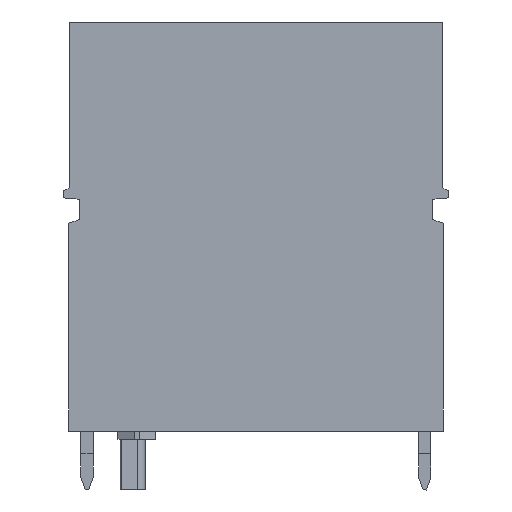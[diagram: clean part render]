
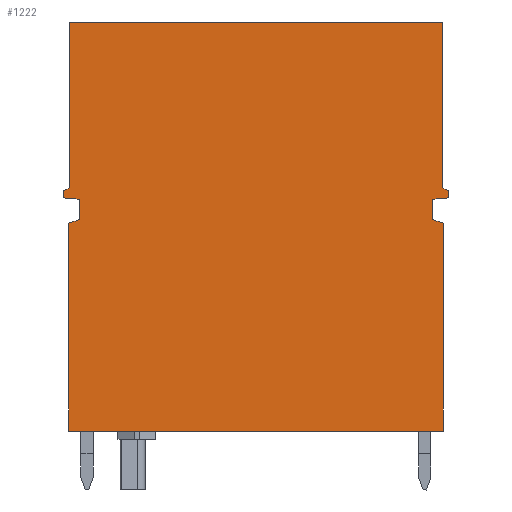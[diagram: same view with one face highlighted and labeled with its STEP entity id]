
A CAD part, left-side view. The second image highlights one B-rep face of the part: STEP entity #1222.
In plain terms, the highlighted planar face has unit normal (-1, 0, 0).
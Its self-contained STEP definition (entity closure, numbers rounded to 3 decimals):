
#1015=FACE_OUTER_BOUND('',#2262,.T.);
#1222=ADVANCED_FACE('',(#1015),#1430,.F.);
#1430=PLANE('',#5075);
#1553=LINE('',#7066,#1838);
#1664=LINE('',#7558,#1949);
#1668=LINE('',#7567,#1953);
#1672=LINE('',#7576,#1957);
#1677=LINE('',#7587,#1962);
#1679=LINE('',#7591,#1964);
#1682=LINE('',#7597,#1967);
#1687=LINE('',#7607,#1972);
#1688=LINE('',#7609,#1973);
#1691=LINE('',#7614,#1976);
#1695=LINE('',#7623,#1980);
#1698=LINE('',#7628,#1983);
#1700=LINE('',#7631,#1985);
#1701=LINE('',#7633,#1986);
#1706=LINE('',#7642,#1991);
#1707=LINE('',#7644,#1992);
#1838=VECTOR('',#5210,1.);
#1949=VECTOR('',#5411,1.);
#1953=VECTOR('',#5417,1.);
#1957=VECTOR('',#5423,1.);
#1962=VECTOR('',#5430,1.);
#1964=VECTOR('',#5434,1.);
#1967=VECTOR('',#5439,1.);
#1972=VECTOR('',#5446,1.);
#1973=VECTOR('',#5449,1.);
#1976=VECTOR('',#5454,1.);
#1980=VECTOR('',#5460,1.);
#1983=VECTOR('',#5465,1.);
#1985=VECTOR('',#5469,1.);
#1986=VECTOR('',#5472,1.);
#1991=VECTOR('',#5481,1.);
#1992=VECTOR('',#5484,1.);
#2262=EDGE_LOOP('',(#2833,#2834,#2835,#2836,#2837,#2838,#2839,#2840,#2841,
#2842,#2843,#2844,#2845,#2846,#2847,#2848));
#2833=ORIENTED_EDGE('',*,*,#3973,.F.);
#2834=ORIENTED_EDGE('',*,*,#4142,.F.);
#2835=ORIENTED_EDGE('',*,*,#4141,.F.);
#2836=ORIENTED_EDGE('',*,*,#4136,.F.);
#2837=ORIENTED_EDGE('',*,*,#4133,.F.);
#2838=ORIENTED_EDGE('',*,*,#4131,.F.);
#2839=ORIENTED_EDGE('',*,*,#4126,.F.);
#2840=ORIENTED_EDGE('',*,*,#4160,.F.);
#2841=ORIENTED_EDGE('',*,*,#4161,.F.);
#2842=ORIENTED_EDGE('',*,*,#4149,.F.);
#2843=ORIENTED_EDGE('',*,*,#4152,.F.);
#2844=ORIENTED_EDGE('',*,*,#4145,.F.);
#2845=ORIENTED_EDGE('',*,*,#4122,.F.);
#2846=ORIENTED_EDGE('',*,*,#4154,.F.);
#2847=ORIENTED_EDGE('',*,*,#4118,.F.);
#2848=ORIENTED_EDGE('',*,*,#4155,.F.);
#3607=VERTEX_POINT('',#7067);
#3608=VERTEX_POINT('',#7068);
#3715=VERTEX_POINT('',#7559);
#3716=VERTEX_POINT('',#7560);
#3719=VERTEX_POINT('',#7568);
#3720=VERTEX_POINT('',#7569);
#3723=VERTEX_POINT('',#7577);
#3724=VERTEX_POINT('',#7578);
#3728=VERTEX_POINT('',#7588);
#3729=VERTEX_POINT('',#7592);
#3731=VERTEX_POINT('',#7598);
#3734=VERTEX_POINT('',#7605);
#3736=VERTEX_POINT('',#7615);
#3739=VERTEX_POINT('',#7622);
#3740=VERTEX_POINT('',#7624);
#3742=VERTEX_POINT('',#7641);
#3973=EDGE_CURVE('',#3607,#3608,#1553,.T.);
#4118=EDGE_CURVE('',#3715,#3716,#1664,.T.);
#4122=EDGE_CURVE('',#3719,#3720,#1668,.T.);
#4126=EDGE_CURVE('',#3723,#3724,#1672,.T.);
#4131=EDGE_CURVE('',#3724,#3728,#1677,.T.);
#4133=EDGE_CURVE('',#3728,#3729,#1679,.T.);
#4136=EDGE_CURVE('',#3729,#3731,#1682,.T.);
#4141=EDGE_CURVE('',#3731,#3734,#1687,.T.);
#4142=EDGE_CURVE('',#3734,#3607,#1688,.T.);
#4145=EDGE_CURVE('',#3720,#3736,#1691,.T.);
#4149=EDGE_CURVE('',#3739,#3740,#1695,.T.);
#4152=EDGE_CURVE('',#3736,#3739,#1698,.T.);
#4154=EDGE_CURVE('',#3716,#3719,#1700,.T.);
#4155=EDGE_CURVE('',#3608,#3715,#1701,.T.);
#4160=EDGE_CURVE('',#3742,#3723,#1706,.T.);
#4161=EDGE_CURVE('',#3740,#3742,#1707,.T.);
#5075=AXIS2_PLACEMENT_3D('',#7646,#5487,#5488);
#5210=DIRECTION('',(0.,-1.,0.));
#5411=DIRECTION('',(0.,-0.914,-0.407));
#5417=DIRECTION('',(0.,0.996,-0.087));
#5423=DIRECTION('',(0.,-0.94,0.342));
#5430=DIRECTION('',(0.,0.,1.));
#5434=DIRECTION('',(0.,0.996,0.087));
#5439=DIRECTION('',(0.,0.,1.));
#5446=DIRECTION('',(0.,-0.914,0.407));
#5449=DIRECTION('',(0.,0.,1.));
#5454=DIRECTION('',(0.,0.,-1.));
#5460=DIRECTION('',(0.,0.,-1.));
#5465=DIRECTION('',(0.,-0.94,-0.342));
#5469=DIRECTION('',(0.,0.,-1.));
#5472=DIRECTION('',(0.,0.,-1.));
#5481=DIRECTION('',(0.,0.,1.));
#5484=DIRECTION('',(0.,1.,0.));
#5487=DIRECTION('',(1.,0.,0.));
#5488=DIRECTION('',(0.,1.,0.));
#7066=CARTESIAN_POINT('',(0.,-12.992,56.4));
#7067=CARTESIAN_POINT('',(0.,45.7,56.4));
#7068=CARTESIAN_POINT('',(0.,0.7,56.4));
#7558=CARTESIAN_POINT('',(0.,-12.992,30.301));
#7559=CARTESIAN_POINT('',(0.,0.7,36.397));
#7560=CARTESIAN_POINT('',(0.,0.,36.085));
#7567=CARTESIAN_POINT('',(0.,-12.992,36.34));
#7568=CARTESIAN_POINT('',(0.,0.,35.203));
#7569=CARTESIAN_POINT('',(0.,1.883,35.038));
#7576=CARTESIAN_POINT('',(0.,-12.992,53.526));
#7577=CARTESIAN_POINT('',(0.,45.75,32.145));
#7578=CARTESIAN_POINT('',(0.,44.517,32.594));
#7587=CARTESIAN_POINT('',(0.,44.517,31.428));
#7588=CARTESIAN_POINT('',(0.,44.517,35.038));
#7591=CARTESIAN_POINT('',(0.,-12.992,30.007));
#7592=CARTESIAN_POINT('',(0.,46.4,35.203));
#7597=CARTESIAN_POINT('',(0.,46.4,31.428));
#7598=CARTESIAN_POINT('',(0.,46.4,36.085));
#7605=CARTESIAN_POINT('',(0.,45.7,36.397));
#7607=CARTESIAN_POINT('',(0.,-12.992,62.528));
#7609=CARTESIAN_POINT('',(0.,45.7,31.428));
#7614=CARTESIAN_POINT('',(0.,1.883,31.428));
#7615=CARTESIAN_POINT('',(0.,1.883,32.594));
#7622=CARTESIAN_POINT('',(0.,0.65,32.145));
#7623=CARTESIAN_POINT('',(0.,0.65,31.428));
#7624=CARTESIAN_POINT('',(0.,0.65,7.1));
#7628=CARTESIAN_POINT('',(0.,-12.992,27.18));
#7631=CARTESIAN_POINT('',(0.,0.,31.428));
#7633=CARTESIAN_POINT('',(0.,0.7,31.428));
#7641=CARTESIAN_POINT('',(0.,45.75,7.1));
#7642=CARTESIAN_POINT('',(0.,45.75,31.428));
#7644=CARTESIAN_POINT('',(0.,-12.992,7.1));
#7646=CARTESIAN_POINT('',(0.,20.208,35.556));
